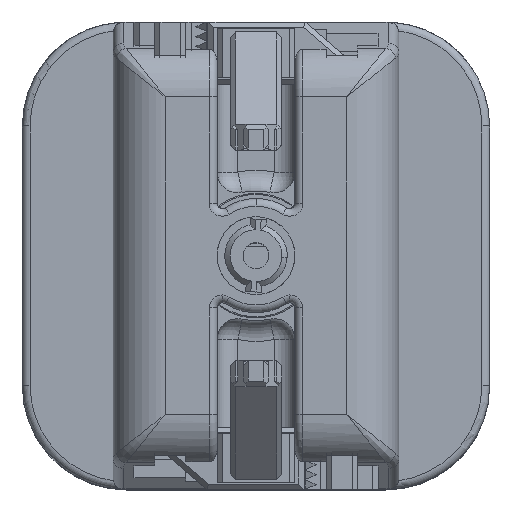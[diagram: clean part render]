
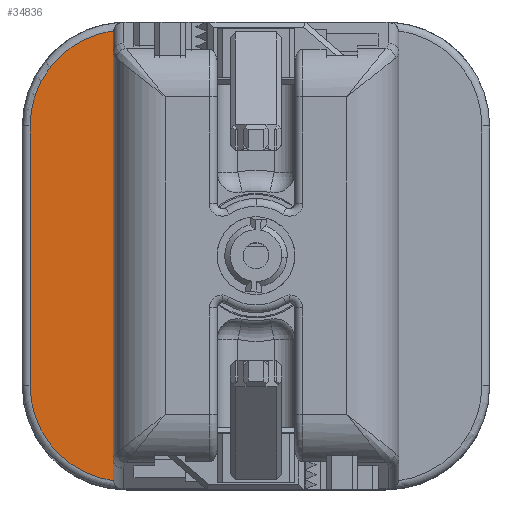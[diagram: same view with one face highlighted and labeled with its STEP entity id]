
A CAD part, top view. The second image highlights one B-rep face of the part: STEP entity #34836.
In plain terms, the highlighted planar face has unit normal (0, 0, 1).
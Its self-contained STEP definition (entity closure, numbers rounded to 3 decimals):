
#349 = CARTESIAN_POINT ( 'NONE',  ( -43.5, -25., 15. ) ) ;
#1485 = VECTOR ( 'NONE', #43560, 1000. ) ;
#2072 = DIRECTION ( 'NONE',  ( 1., 0., 0. ) ) ;
#2763 = EDGE_CURVE ( 'NONE', #42421, #51339, #8855, .T. ) ;
#3811 = EDGE_LOOP ( 'NONE', ( #23272, #29288, #50546, #28327, #53988, #38273 ) ) ;
#4849 = CARTESIAN_POINT ( 'NONE',  ( -25., -25., 15. ) ) ;
#5134 = CARTESIAN_POINT ( 'NONE',  ( -27.483, -43.182, 15. ) ) ;
#5483 = CARTESIAN_POINT ( 'NONE',  ( -27.483, 43.182, 15. ) ) ;
#5898 = LINE ( 'NONE', #36357, #21995 ) ;
#6033 = CARTESIAN_POINT ( 'NONE',  ( -27.5, 42.864, 15. ) ) ;
#6167 = DIRECTION ( 'NONE',  ( 0., 1., 0. ) ) ;
#8855 = LINE ( 'NONE', #349, #1485 ) ;
#9658 = CARTESIAN_POINT ( 'NONE',  ( -27.5, 42.864, 15. ) ) ;
#9752 = CARTESIAN_POINT ( 'NONE',  ( -27.5, 43.023, 15. ) ) ;
#9952 = DIRECTION ( 'NONE',  ( 0., 0., 1. ) ) ;
#13719 = DIRECTION ( 'NONE',  ( 0., 0., 1. ) ) ;
#13885 = CIRCLE ( 'NONE', #32035, 18.5 ) ;
#14512 = CARTESIAN_POINT ( 'NONE',  ( -27.5, -42.864, 15. ) ) ;
#15995 = CARTESIAN_POINT ( 'NONE',  ( -27.5, -42.864, 15. ) ) ;
#17498 = CIRCLE ( 'NONE', #32053, 18.5 ) ;
#18303 = FACE_OUTER_BOUND ( 'NONE', #3811, .T. ) ;
#21995 = VECTOR ( 'NONE', #6167, 1000. ) ;
#22496 = DIRECTION ( 'NONE',  ( 1., 0., 0. ) ) ;
#22548 =( BOUNDED_CURVE ( )  B_SPLINE_CURVE ( 3, ( #49219, #5134, #35598, #14512 ),
 .UNSPECIFIED., .F., .F. ) 
 B_SPLINE_CURVE_WITH_KNOTS ( ( 4, 4 ),
 ( 4.489, 4.712 ),
 .UNSPECIFIED. ) 
 CURVE ( )  GEOMETRIC_REPRESENTATION_ITEM ( )  RATIONAL_B_SPLINE_CURVE ( ( 1., 0.996, 0.996, 1. ) ) 
 REPRESENTATION_ITEM ( '' )  );
#22629 = EDGE_CURVE ( 'NONE', #51339, #56217, #13885, .T. ) ;
#22860 = CARTESIAN_POINT ( 'NONE',  ( -27.45, 43.337, 15. ) ) ;
#23082 = DIRECTION ( 'NONE',  ( 1., 0., 0. ) ) ;
#23272 = ORIENTED_EDGE ( 'NONE', *, *, #33799, .T. ) ;
#23795 = VERTEX_POINT ( 'NONE', #15995 ) ;
#24112 = EDGE_CURVE ( 'NONE', #46334, #42421, #17498, .T. ) ;
#25389 = CARTESIAN_POINT ( 'NONE',  ( -43.5, 25., 15. ) ) ;
#26778 = CARTESIAN_POINT ( 'NONE',  ( -27.45, -43.337, 15. ) ) ;
#28327 = ORIENTED_EDGE ( 'NONE', *, *, #22629, .T. ) ;
#29288 = ORIENTED_EDGE ( 'NONE', *, *, #24112, .T. ) ;
#31680 = CARTESIAN_POINT ( 'NONE',  ( 25., -25., 15. ) ) ;
#32035 = AXIS2_PLACEMENT_3D ( 'NONE', #4849, #9952, #22496 ) ;
#32053 = AXIS2_PLACEMENT_3D ( 'NONE', #35341, #13719, #23082 ) ;
#32363 = CARTESIAN_POINT ( 'NONE',  ( -27.45, 43.337, 15. ) ) ;
#33799 = EDGE_CURVE ( 'NONE', #52435, #46334, #38150, .T. ) ;
#34108 = EDGE_CURVE ( 'NONE', #56217, #23795, #22548, .T. ) ;
#34836 = ADVANCED_FACE ( 'NONE', ( #18303 ), #41032, .T. ) ;
#35341 = CARTESIAN_POINT ( 'NONE',  ( -25., 25., 15. ) ) ;
#35598 = CARTESIAN_POINT ( 'NONE',  ( -27.5, -43.023, 15. ) ) ;
#36357 = CARTESIAN_POINT ( 'NONE',  ( -27.5, 45., 15. ) ) ;
#36869 = CARTESIAN_POINT ( 'NONE',  ( -43.5, -25., 15. ) ) ;
#37693 = EDGE_CURVE ( 'NONE', #23795, #52435, #5898, .T. ) ;
#38150 =( BOUNDED_CURVE ( )  B_SPLINE_CURVE ( 3, ( #6033, #9752, #5483, #22860 ),
 .UNSPECIFIED., .F., .F. ) 
 B_SPLINE_CURVE_WITH_KNOTS ( ( 4, 4 ),
 ( 4.712, 4.936 ),
 .UNSPECIFIED. ) 
 CURVE ( )  GEOMETRIC_REPRESENTATION_ITEM ( )  RATIONAL_B_SPLINE_CURVE ( ( 1., 0.996, 0.996, 1. ) ) 
 REPRESENTATION_ITEM ( '' )  );
#38273 = ORIENTED_EDGE ( 'NONE', *, *, #37693, .T. ) ;
#41032 = PLANE ( 'NONE',  #45362 ) ;
#42421 = VERTEX_POINT ( 'NONE', #25389 ) ;
#43560 = DIRECTION ( 'NONE',  ( 0., -1., 0. ) ) ;
#45362 = AXIS2_PLACEMENT_3D ( 'NONE', #31680, #49305, #2072 ) ;
#46334 = VERTEX_POINT ( 'NONE', #32363 ) ;
#49219 = CARTESIAN_POINT ( 'NONE',  ( -27.45, -43.337, 15. ) ) ;
#49305 = DIRECTION ( 'NONE',  ( 0., 0., 1. ) ) ;
#50546 = ORIENTED_EDGE ( 'NONE', *, *, #2763, .T. ) ;
#51339 = VERTEX_POINT ( 'NONE', #36869 ) ;
#52435 = VERTEX_POINT ( 'NONE', #9658 ) ;
#53988 = ORIENTED_EDGE ( 'NONE', *, *, #34108, .T. ) ;
#56217 = VERTEX_POINT ( 'NONE', #26778 ) ;
